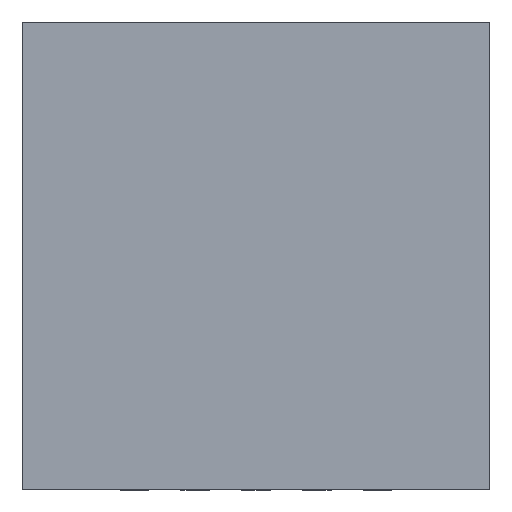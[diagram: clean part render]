
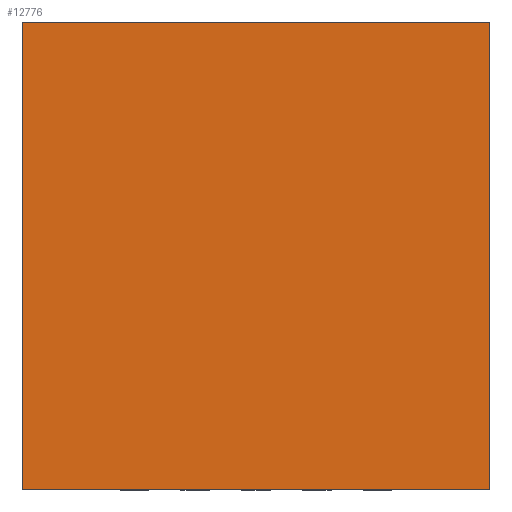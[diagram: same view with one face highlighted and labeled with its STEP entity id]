
A CAD part, top view. The second image highlights one B-rep face of the part: STEP entity #12776.
In plain terms, the highlighted face is planar.
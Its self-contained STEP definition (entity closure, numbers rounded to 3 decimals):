
#9715=DIRECTION('',(0.,0.,1.));
#9716=VECTOR('',#9715,5.);
#9717=CARTESIAN_POINT('',(-2.5,0.975,-2.5));
#9718=LINE('',#9717,#9716);
#9722=DIRECTION('',(-1.,0.,0.));
#9723=VECTOR('',#9722,5.);
#9724=CARTESIAN_POINT('',(2.5,0.975,-2.5));
#9725=LINE('',#9724,#9723);
#9729=DIRECTION('',(0.,0.,-1.));
#9730=VECTOR('',#9729,5.);
#9731=CARTESIAN_POINT('',(2.5,0.975,2.5));
#9732=LINE('',#9731,#9730);
#9736=DIRECTION('',(1.,0.,0.));
#9737=VECTOR('',#9736,5.);
#9738=CARTESIAN_POINT('',(-2.5,0.975,2.5));
#9739=LINE('',#9738,#9737);
#10613=CARTESIAN_POINT('',(-2.5,0.975,-2.5));
#10614=CARTESIAN_POINT('',(-2.5,0.975,2.5));
#10615=VERTEX_POINT('',#10613);
#10616=VERTEX_POINT('',#10614);
#10617=CARTESIAN_POINT('',(2.5,0.975,2.5));
#10618=VERTEX_POINT('',#10617);
#10619=CARTESIAN_POINT('',(2.5,0.975,-2.5));
#10620=VERTEX_POINT('',#10619);
#12765=CARTESIAN_POINT('',(0.,0.975,0.));
#12766=DIRECTION('',(0.,1.,0.));
#12767=DIRECTION('',(1.,0.,0.));
#12768=AXIS2_PLACEMENT_3D('',#12765,#12766,#12767);
#12769=PLANE('',#12768);
#12770=ORIENTED_EDGE('',*,*,#11575,.F.);
#12771=ORIENTED_EDGE('',*,*,#11688,.F.);
#12772=ORIENTED_EDGE('',*,*,#12170,.F.);
#12773=ORIENTED_EDGE('',*,*,#12623,.F.);
#12774=EDGE_LOOP('',(#12770,#12771,#12772,#12773));
#12775=FACE_OUTER_BOUND('',#12774,.F.);
#11575=EDGE_CURVE('',#10615,#10616,#9718,.T.);
#11688=EDGE_CURVE('',#10620,#10615,#9725,.T.);
#12170=EDGE_CURVE('',#10618,#10620,#9732,.T.);
#12623=EDGE_CURVE('',#10616,#10618,#9739,.T.);
#12776=ADVANCED_FACE('',(#12775),#12769,.T.);
